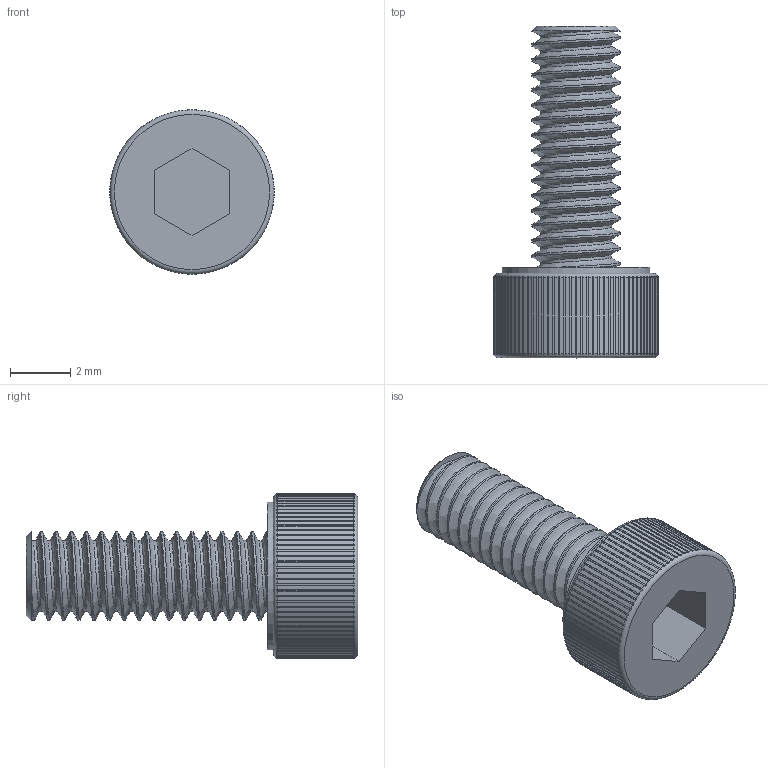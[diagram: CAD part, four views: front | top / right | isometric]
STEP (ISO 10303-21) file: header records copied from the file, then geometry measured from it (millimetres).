
FILE_DESCRIPTION(/* description */ (''),/* implementation_level */ '2;1');
FILE_NAME(/* name */ 'CHC M3 L8.step',/* time_stamp */ '2022-08-15T11:07:21+02:00',/* author */ (''),/* organization */ (''),/* preprocessor_version */ 'ST-DEVELOPER v19',/* originating_system */ 'Autodesk Translation Framework v11.7.0.108',/* authorisation */ '');
FILE_SCHEMA (('AUTOMOTIVE_DESIGN { 1 0 10303 214 3 1 1 }'));
Length unit declared in the file: millimetre
Products named in the file (1): Vis M3
Bounding box: 5.45 x 11 x 5.45 mm (x, y, z)
Volume: 101.7 mm3; surface area: 225.8 mm2
Topology: 1 solids, 1 shells, 412 faces, 1219 edges, 812 vertices
Faces by surface type: plane 282, cylinder 125, bspline 2, torus 2, cone 1
Full cylindrical faces by diameter (mm): 2.356 x5, 2.927 x9, 4.9 x1
Entity records: 16678 total; most frequent: CARTESIAN_POINT 6660, ORIENTED_EDGE 2438, DIRECTION 1622, EDGE_CURVE 1219, VERTEX_POINT 812, B_SPLINE_CURVE_WITH_KNOTS 613, AXIS2_PLACEMENT_3D 605, EDGE_LOOP 415
